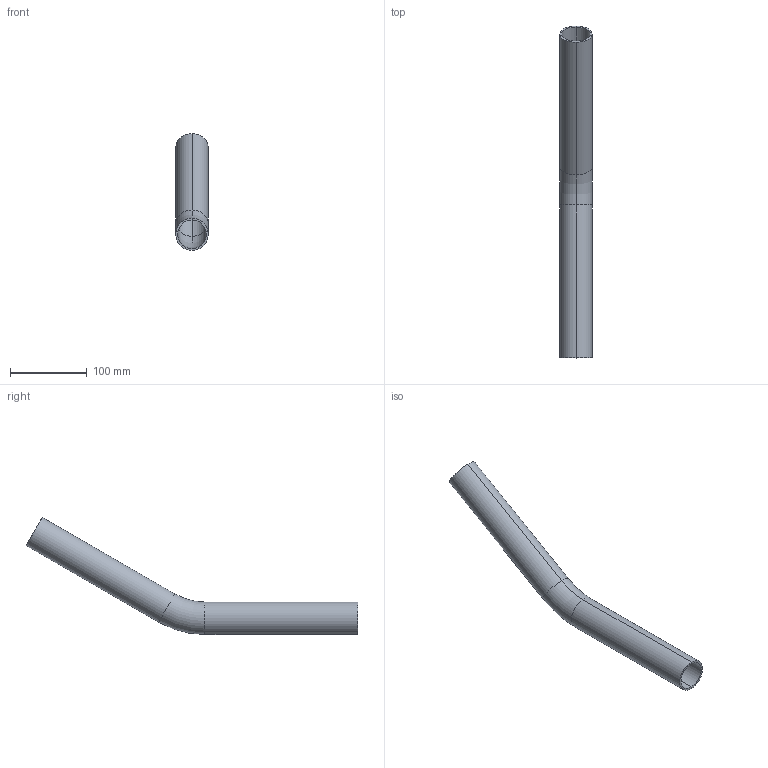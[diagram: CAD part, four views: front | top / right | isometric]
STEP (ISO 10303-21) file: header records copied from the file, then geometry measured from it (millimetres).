
FILE_DESCRIPTION (( 'STEP AP203' ), '1' );
FILE_NAME ('55140-030.STEP', '2016-12-06T10:16:14', ( '' ), ( '' ), 'SwSTEP 2.0', 'SolidWorks 2015', '' );
FILE_SCHEMA (( 'CONFIG_CONTROL_DESIGN' ));
Length unit declared in the file: millimetre
Products named in the file (1): 55140-030
Bounding box: 42.4 x 433.81 x 152.96 mm (x, y, z)
Volume: 141757.2 mm3; surface area: 114042.6 mm2
Topology: 1 solids, 1 shells, 235 faces, 619 edges, 410 vertices
Faces by surface type: bspline 105, plane 94, cylinder 32, torus 4
Entity records: 11813 total; most frequent: CARTESIAN_POINT 7091, ORIENTED_EDGE 1238, EDGE_CURVE 619, DIRECTION 507, VERTEX_POINT 410, B_SPLINE_CURVE_WITH_KNOTS 294, EDGE_LOOP 261, FACE_OUTER_BOUND 235
